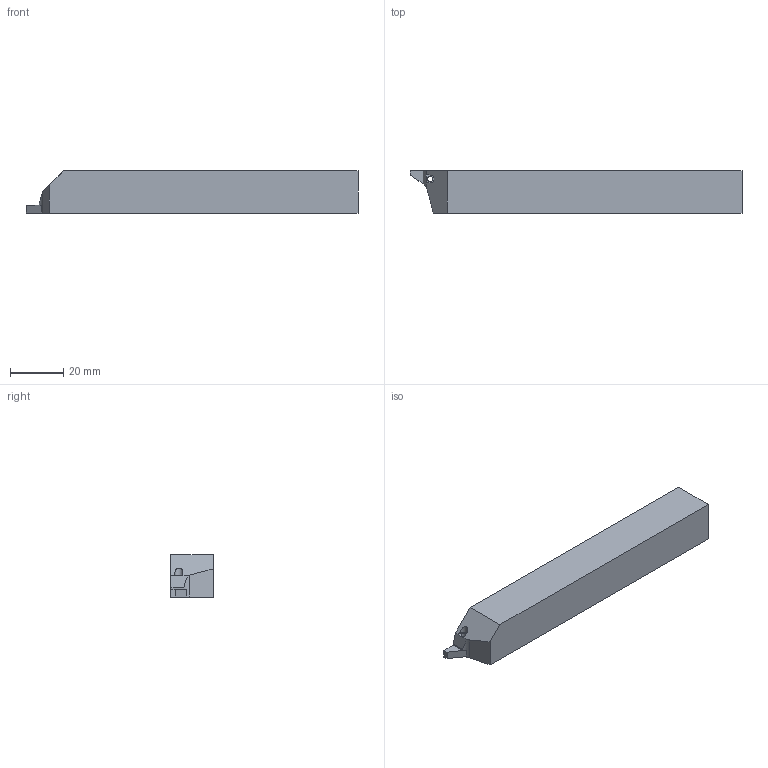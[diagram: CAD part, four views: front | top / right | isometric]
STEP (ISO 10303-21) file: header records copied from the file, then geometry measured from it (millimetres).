
FILE_DESCRIPTION (( 'STEP AP214' ), '1' );
FILE_NAME ('CUT-128-6-68.step', '2023-09-29T12:53:50', ( '' ), ( '' ), 'SwSTEP 2.0', 'SolidWorks 2023', '' );
FILE_SCHEMA (( 'AUTOMOTIVE_DESIGN' ));
Length unit declared in the file: millimetre
Products named in the file (3): CUT-128-6_68; CUT-128-6_WSP_10005; CUT-128-6-68
Assembly tree (2 placements, depth 2):
  CUT-128-6-68
    CUT-128-6_68
    CUT-128-6_WSP_10005
Bounding box: 125 x 15.88 x 15.88 mm (x, y, z)
Volume: 29338.7 mm3; surface area: 8200.6 mm2
Topology: 2 solids, 2 shells, 52 faces, 129 edges, 83 vertices
Faces by surface type: plane 37, cylinder 8, torus 5, cone 2
Full cylindrical faces by diameter (mm): 2.05 x1, 2.9 x1, 3.1 x1
Entity records: 1569 total; most frequent: CARTESIAN_POINT 268, DIRECTION 252, ORIENTED_EDGE 238, EDGE_CURVE 119, LINE 94, VECTOR 94, VERTEX_POINT 83, AXIS2_PLACEMENT_3D 79
